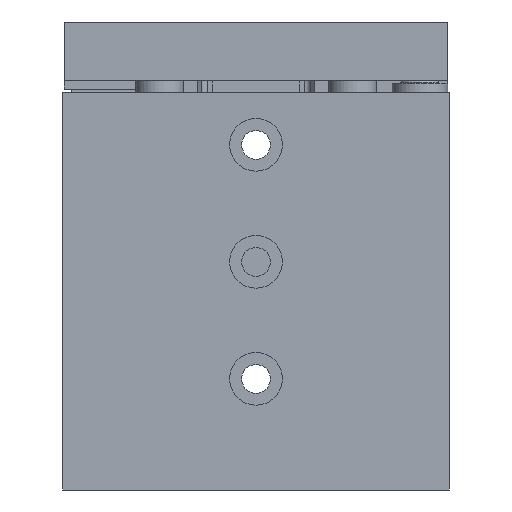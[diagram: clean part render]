
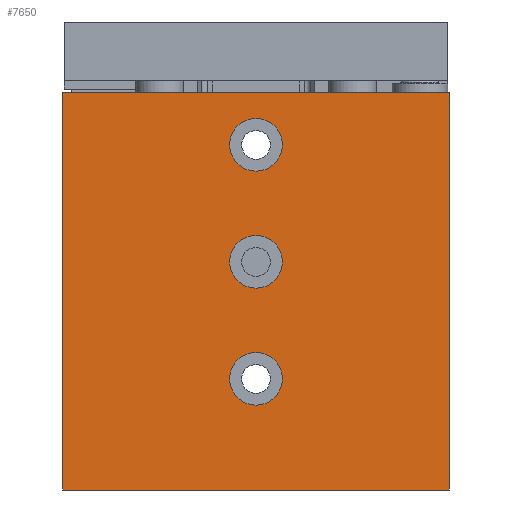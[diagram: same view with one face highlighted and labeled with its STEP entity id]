
A CAD part, front view. The second image highlights one B-rep face of the part: STEP entity #7650.
In plain terms, the highlighted planar face has unit normal (0, -1, 0).
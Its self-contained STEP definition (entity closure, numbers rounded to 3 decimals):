
#92=LINE('',#11168,#562);
#126=LINE('',#11244,#596);
#154=LINE('',#11352,#624);
#155=LINE('',#11360,#625);
#562=VECTOR('',#8976,1000.);
#596=VECTOR('',#9028,1000.);
#624=VECTOR('',#9108,1000.);
#625=VECTOR('',#9117,1000.);
#1023=PLANE('',#8118);
#1335=ORIENTED_EDGE('',*,*,#3150,.F.);
#1336=ORIENTED_EDGE('',*,*,#3151,.F.);
#1337=ORIENTED_EDGE('',*,*,#3152,.F.);
#1338=ORIENTED_EDGE('',*,*,#3061,.F.);
#1339=ORIENTED_EDGE('',*,*,#3149,.F.);
#1340=ORIENTED_EDGE('',*,*,#3099,.T.);
#1341=ORIENTED_EDGE('',*,*,#3153,.T.);
#3061=EDGE_CURVE('',#3975,#3976,#92,.T.);
#3099=EDGE_CURVE('',#4009,#4008,#126,.T.);
#3149=EDGE_CURVE('',#4009,#3975,#154,.T.);
#3150=EDGE_CURVE('',#4053,#4053,#4641,.T.);
#3151=EDGE_CURVE('',#4054,#4054,#4642,.T.);
#3152=EDGE_CURVE('',#4055,#4055,#4643,.T.);
#3153=EDGE_CURVE('',#4008,#3976,#155,.T.);
#3975=VERTEX_POINT('',#11167);
#3976=VERTEX_POINT('',#11169);
#4008=VERTEX_POINT('',#11243);
#4009=VERTEX_POINT('',#11245);
#4053=VERTEX_POINT('',#11355);
#4054=VERTEX_POINT('',#11357);
#4055=VERTEX_POINT('',#11359);
#4641=CIRCLE('',#8119,4.5);
#4642=CIRCLE('',#8120,4.5);
#4643=CIRCLE('',#8121,4.5);
#5051=EDGE_LOOP('',(#1335));
#5052=EDGE_LOOP('',(#1336));
#5053=EDGE_LOOP('',(#1337));
#5054=EDGE_LOOP('',(#1338,#1339,#1340,#1341));
#5641=FACE_BOUND('',#5051,.T.);
#5642=FACE_BOUND('',#5052,.T.);
#5643=FACE_BOUND('',#5053,.T.);
#5644=FACE_BOUND('',#5054,.T.);
#7650=ADVANCED_FACE('',(#5641,#5642,#5643,#5644),#1023,.T.);
#8118=AXIS2_PLACEMENT_3D('',#11353,#9109,#9110);
#8119=AXIS2_PLACEMENT_3D('',#11354,#9111,#9112);
#8120=AXIS2_PLACEMENT_3D('',#11356,#9113,#9114);
#8121=AXIS2_PLACEMENT_3D('',#11358,#9115,#9116);
#8976=DIRECTION('',(1.,0.,0.));
#9028=DIRECTION('',(1.,0.,0.));
#9108=DIRECTION('',(0.,0.,1.));
#9109=DIRECTION('',(0.,-1.,0.));
#9110=DIRECTION('',(0.,0.,-1.));
#9111=DIRECTION('',(0.,-1.,0.));
#9112=DIRECTION('',(0.,0.,-1.));
#9113=DIRECTION('',(0.,-1.,0.));
#9114=DIRECTION('',(0.,0.,-1.));
#9115=DIRECTION('',(0.,-1.,0.));
#9116=DIRECTION('',(0.,0.,-1.));
#9117=DIRECTION('',(0.,0.,1.));
#11167=CARTESIAN_POINT('',(-33.,0.,0.));
#11168=CARTESIAN_POINT('',(-33.,0.,0.));
#11169=CARTESIAN_POINT('',(33.,0.,0.));
#11243=CARTESIAN_POINT('',(33.,0.,-68.));
#11244=CARTESIAN_POINT('',(-33.,0.,-68.));
#11245=CARTESIAN_POINT('',(-33.,0.,-68.));
#11352=CARTESIAN_POINT('',(-33.,0.,-68.));
#11353=CARTESIAN_POINT('',(-33.,0.,-68.));
#11354=CARTESIAN_POINT('',(0.,0.,-29.));
#11355=CARTESIAN_POINT('',(0.,0.,-33.5));
#11356=CARTESIAN_POINT('',(0.,0.,-49.));
#11357=CARTESIAN_POINT('',(0.,0.,-53.5));
#11358=CARTESIAN_POINT('',(0.,0.,-9.));
#11359=CARTESIAN_POINT('',(0.,0.,-13.5));
#11360=CARTESIAN_POINT('',(33.,0.,-68.));
